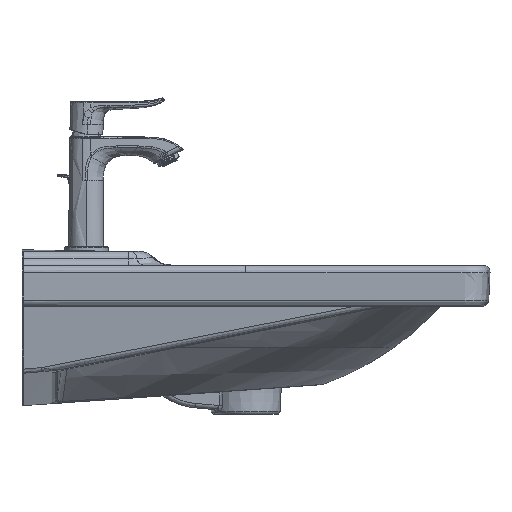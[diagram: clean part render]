
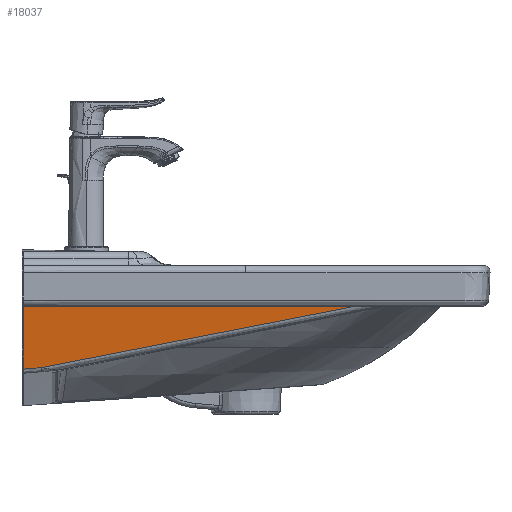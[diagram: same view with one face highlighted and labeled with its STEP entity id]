
A CAD part, front view. The second image highlights one B-rep face of the part: STEP entity #18037.
In plain terms, the highlighted planar face has unit normal (0.012, -0.99, -0.139).
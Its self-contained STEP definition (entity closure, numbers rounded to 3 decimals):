
#16520=CARTESIAN_POINT('',(1.5,-850.576,-124.429));
#16521=VERTEX_POINT('',#16520);
#16528=CARTESIAN_POINT('',(1.5,-859.906,-58.037));
#16529=VERTEX_POINT('',#16528);
#16530=CARTESIAN_POINT('',(1.5,-859.906,-58.037));
#16531=DIRECTION('',(0.,0.139,-0.99));
#16532=VECTOR('',#16531,67.044);
#16533=LINE('',#16530,#16532);
#16534=EDGE_CURVE('',#16529,#16521,#16533,.T.);
#18006=CARTESIAN_POINT('',(1.5,-864.564,-24.894));
#18007=DIRECTION('',(-0.012,0.99,0.139));
#18008=DIRECTION('',(0.0,-0.139,0.99));
#18009=AXIS2_PLACEMENT_3D('',#18006,#18007,#18008);
#18010=PLANE('',#18009);
#18011=CARTESIAN_POINT('',(20.298,-850.576,-122.784));
#18012=VERTEX_POINT('',#18011);
#18013=CARTESIAN_POINT('',(20.298,-850.576,-122.784));
#18014=DIRECTION('',(-0.996,0.,-0.087));
#18015=VECTOR('',#18014,18.87);
#18016=LINE('',#18013,#18015);
#18017=EDGE_CURVE('',#18012,#16521,#18016,.T.);
#18018=ORIENTED_EDGE('',*,*,#18017,.F.);
#18019=CARTESIAN_POINT('',(351.851,-855.599,-58.037));
#18020=VERTEX_POINT('',#18019);
#18021=CARTESIAN_POINT('',(20.298,-850.576,-122.784));
#18022=CARTESIAN_POINT('',(130.879,-852.253,-101.176));
#18023=CARTESIAN_POINT('',(241.424,-853.927,-79.589));
#18024=CARTESIAN_POINT('',(351.851,-855.599,-58.037));
#18025=B_SPLINE_CURVE_WITH_KNOTS('',3,(#18021,#18022,#18023,#18024),.UNSPECIFIED.,.F.,.U.,(4,4),(145.491,619.926),.UNSPECIFIED.);
#18026=EDGE_CURVE('',#18012,#18020,#18025,.T.);
#18027=ORIENTED_EDGE('',*,*,#18026,.T.);
#18028=CARTESIAN_POINT('',(351.851,-855.599,-58.037));
#18029=DIRECTION('',(-1.,-0.012,0.));
#18030=VECTOR('',#18029,350.378);
#18031=LINE('',#18028,#18030);
#18032=EDGE_CURVE('',#18020,#16529,#18031,.T.);
#18033=ORIENTED_EDGE('',*,*,#18032,.T.);
#18034=ORIENTED_EDGE('',*,*,#16534,.T.);
#18035=EDGE_LOOP('',(#18018,#18027,#18033,#18034));
#18036=FACE_OUTER_BOUND('',#18035,.T.);
#18037=ADVANCED_FACE('',(#18036),#18010,.F.);
